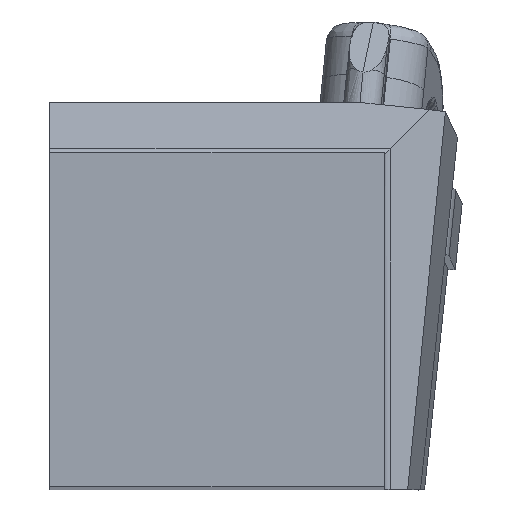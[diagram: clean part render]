
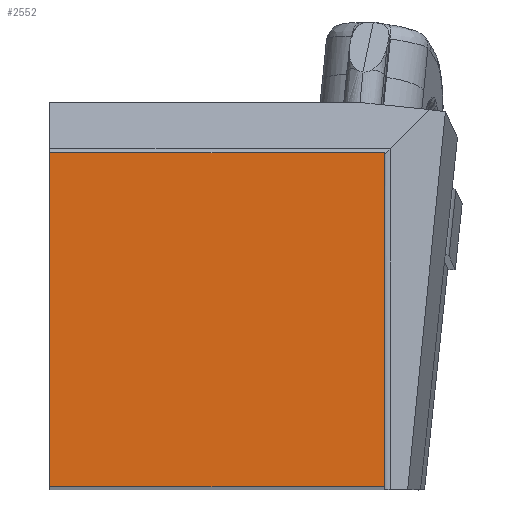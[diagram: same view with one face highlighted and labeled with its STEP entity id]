
A CAD part, top view. The second image highlights one B-rep face of the part: STEP entity #2552.
In plain terms, the highlighted planar face has unit normal (0, 0, 1).
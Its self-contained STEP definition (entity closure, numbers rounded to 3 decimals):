
#2532=AXIS2_PLACEMENT_3D('Plane Axis2P3D',#2529,#2530,#2531) ;
#771=CARTESIAN_POINT('Vertex',(32.,0.,0.)) ;
#774=CARTESIAN_POINT('Line Origine',(16.,0.,0.)) ;
#778=CARTESIAN_POINT('Vertex',(0.,0.,0.)) ;
#2514=CARTESIAN_POINT('Vertex',(32.,32.,0.)) ;
#2517=CARTESIAN_POINT('Line Origine',(32.,16.,0.)) ;
#2529=CARTESIAN_POINT('Axis2P3D Location',(32.,32.,0.)) ;
#2534=CARTESIAN_POINT('Line Origine',(16.,32.,0.)) ;
#2538=CARTESIAN_POINT('Vertex',(0.,32.,0.)) ;
#2541=CARTESIAN_POINT('Line Origine',(0.,16.,0.)) ;
#775=DIRECTION('Vector Direction',(-1.,0.,0.)) ;
#2518=DIRECTION('Vector Direction',(0.,1.,0.)) ;
#2530=DIRECTION('Axis2P3D Direction',(0.,0.,-1.)) ;
#2531=DIRECTION('Axis2P3D XDirection',(-1.,0.,0.)) ;
#2535=DIRECTION('Vector Direction',(-1.,0.,0.)) ;
#2542=DIRECTION('Vector Direction',(0.,1.,0.)) ;
#776=VECTOR('Line Direction',#775,1.) ;
#2519=VECTOR('Line Direction',#2518,1.) ;
#2536=VECTOR('Line Direction',#2535,1.) ;
#2543=VECTOR('Line Direction',#2542,1.) ;
#2547=ORIENTED_EDGE('',*,*,#2521,.T.) ;
#2548=ORIENTED_EDGE('',*,*,#2540,.T.) ;
#2549=ORIENTED_EDGE('',*,*,#2545,.F.) ;
#2550=ORIENTED_EDGE('',*,*,#780,.F.) ;
#2552=ADVANCED_FACE('NOCUT',(#2551),#2533,.F.) ;
#780=EDGE_CURVE('',#772,#779,#777,.T.) ;
#2521=EDGE_CURVE('',#772,#2515,#2520,.T.) ;
#2540=EDGE_CURVE('',#2515,#2539,#2537,.T.) ;
#2545=EDGE_CURVE('',#779,#2539,#2544,.T.) ;
#2546=EDGE_LOOP('',(#2547,#2548,#2549,#2550)) ;
#2551=FACE_OUTER_BOUND('',#2546,.T.) ;
#777=LINE('Line',#774,#776) ;
#2520=LINE('Line',#2517,#2519) ;
#2537=LINE('Line',#2534,#2536) ;
#2544=LINE('Line',#2541,#2543) ;
#2533=PLANE('',#2532) ;
#772=VERTEX_POINT('',#771) ;
#779=VERTEX_POINT('',#778) ;
#2515=VERTEX_POINT('',#2514) ;
#2539=VERTEX_POINT('',#2538) ;
